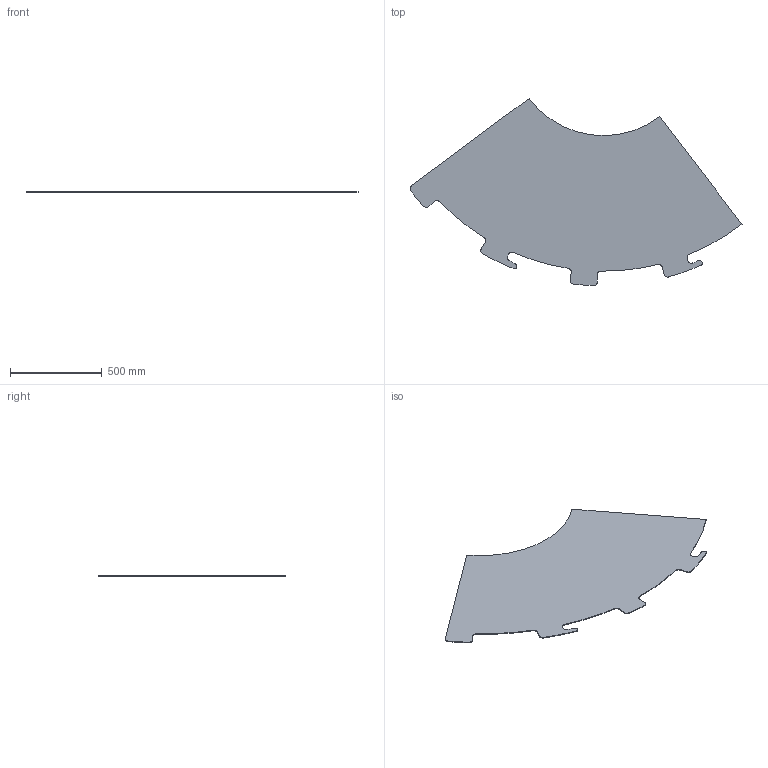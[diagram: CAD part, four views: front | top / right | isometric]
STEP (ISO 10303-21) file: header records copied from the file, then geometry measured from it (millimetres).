
FILE_DESCRIPTION (( 'STEP AP214' ), '1' );
FILE_NAME ('Trichter1.STEP', '2013-11-28T07:16:15', ( 'MB-Mischke' ), ( '' ), 'SwSTEP 2.0', 'SolidWorks 2014', '' );
FILE_SCHEMA (( 'AUTOMOTIVE_DESIGN' ));
Length unit declared in the file: millimetre
Products named in the file (1): Trichter1
Bounding box: 1805.09 x 1018.55 x 4 mm (x, y, z)
Volume: 4272905.3 mm3; surface area: 2156602.3 mm2
Topology: 1 solids, 1 shells, 47 faces, 135 edges, 90 vertices
Faces by surface type: cylinder 34, plane 13
Entity records: 1611 total; most frequent: DIRECTION 299, CARTESIAN_POINT 273, ORIENTED_EDGE 270, EDGE_CURVE 135, AXIS2_PLACEMENT_3D 116, VERTEX_POINT 90, CIRCLE 68, VECTOR 67
